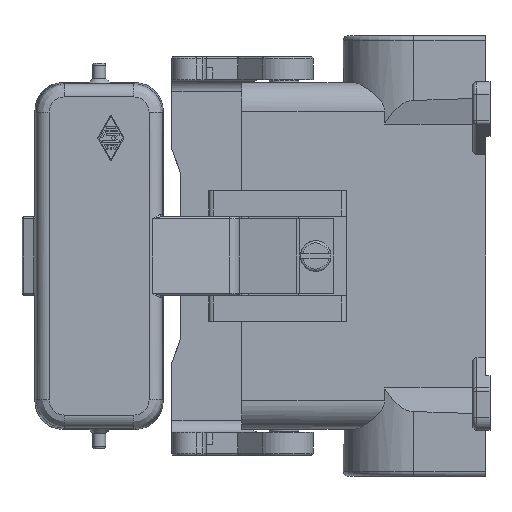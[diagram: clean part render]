
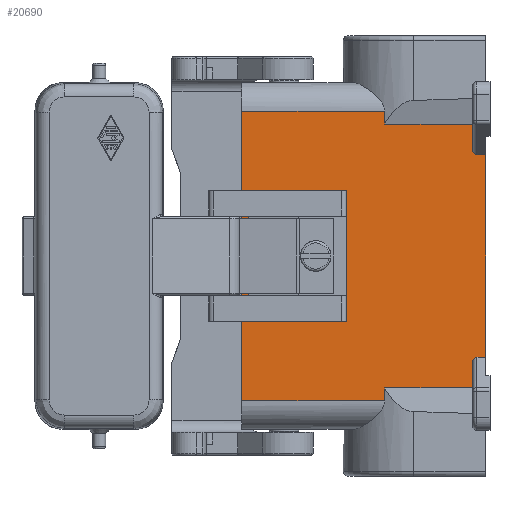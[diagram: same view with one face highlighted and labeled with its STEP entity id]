
A CAD part, front view. The second image highlights one B-rep face of the part: STEP entity #20690.
In plain terms, the highlighted face is planar.
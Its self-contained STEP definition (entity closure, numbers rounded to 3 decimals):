
#11320=CARTESIAN_POINT('',(17.9,0.,0.));
#11330=DIRECTION('',(0.,-1.,0.));
#11340=VECTOR('',#11330,1.);
#11350=LINE('',#11320,#11340);
#11360=CARTESIAN_POINT('',(17.9,-16.867,0.)
);
#11370=VERTEX_POINT('',#11360);
#11380=CARTESIAN_POINT('',(17.9,-19.,0.));
#11390=VERTEX_POINT('',#11380);
#11400=EDGE_CURVE('',#11370,#11390,#11350,.T.);
#12300=CARTESIAN_POINT('',(0.,-6.533,0.));
#12310=DIRECTION('',(0.866,-0.5,0.));
#12320=VECTOR('',#12310,1.);
#12330=LINE('',#12300,#12320);
#12340=CARTESIAN_POINT('',(13.8,-14.5,0.));
#12350=VERTEX_POINT('',#12340);
#12360=EDGE_CURVE('',#12350,#11370,#12330,.T.);
#12610=CARTESIAN_POINT('',(13.8,-6.5,0.));
#12620=DIRECTION('',(0.,0.,1.));
#12630=DIRECTION('',(1.,0.,0.));
#12640=AXIS2_PLACEMENT_3D('',#12610,#12620,#12630);
#12650=CIRCLE('',#12640,8.);
#12660=CARTESIAN_POINT('',(5.8,-6.5,0.));
#12670=VERTEX_POINT('',#12660);
#12680=EDGE_CURVE('',#12670,#12350,#12650,.T.);
#12940=CARTESIAN_POINT('',(5.8,0.,0.));
#12950=DIRECTION('',(0.,-1.,0.));
#12960=VECTOR('',#12950,1.);
#12970=LINE('',#12940,#12960);
#12980=CARTESIAN_POINT('',(5.8,0.,0.));
#12990=VERTEX_POINT('',#12980);
#13000=EDGE_CURVE('',#12990,#12670,#12970,.T.);
#13420=CARTESIAN_POINT('',(0.,0.,0.));
#13430=DIRECTION('',(1.,0.,0.));
#13440=VECTOR('',#13430,1.);
#13450=LINE('',#13420,#13440);
#13460=CARTESIAN_POINT('',(0.,0.,0.
));
#13470=VERTEX_POINT('',#13460);
#13480=EDGE_CURVE('',#13470,#12990,#13450,.T.);
#17490=CARTESIAN_POINT('',(-12.1,-19.,0.));
#17500=VERTEX_POINT('',#17490);
#17530=CARTESIAN_POINT('',(0.,-19.,0.));
#17540=DIRECTION('',(-1.,0.,0.));
#17550=VECTOR('',#17540,1.);
#17560=LINE('',#17530,#17550);
#17570=EDGE_CURVE('',#11390,#17500,#17560,.T.);
#19130=CARTESIAN_POINT('',(36.15,3.,0.));
#19140=DIRECTION('',(0.,0.,-1.));
#19150=DIRECTION('',(-1.,0.,0.));
#19160=AXIS2_PLACEMENT_3D('',#19130,#19140,#19150);
#19170=PLANE('',#19160);
#19180=CARTESIAN_POINT('',(-47.6,-29.812,0.)
);
#19190=DIRECTION('',(1.,0.,0.));
#19200=VECTOR('',#19190,1.);
#19210=LINE('',#19180,#19200);
#19220=CARTESIAN_POINT('',(33.189,-29.812,
0.));
#19230=VERTEX_POINT('',#19220);
#19240=CARTESIAN_POINT('',(36.15,-29.812,
0.));
#19250=VERTEX_POINT('',#19240);
#19260=EDGE_CURVE('',#19230,#19250,#19210,.T.);
#19270=ORIENTED_EDGE('',*,*,#19260,.F.);
#19280=CARTESIAN_POINT('',(36.15,3.,0.));
#19290=DIRECTION('',(0.,-1.,0.));
#19300=VECTOR('',#19290,1.);
#19310=LINE('',#19280,#19300);
#19320=CARTESIAN_POINT('',(36.15,3.,0.));
#19330=VERTEX_POINT('',#19320);
#19340=EDGE_CURVE('',#19330,#19250,#19310,.T.);
#19350=ORIENTED_EDGE('',*,*,#19340,.T.);
#19360=CARTESIAN_POINT('',(-36.85,3.,0.));
#19370=DIRECTION('',(1.,0.,0.));
#19380=VECTOR('',#19370,1.);
#19390=LINE('',#19360,#19380);
#19400=CARTESIAN_POINT('',(-30.35,3.,0.));
#19410=VERTEX_POINT('',#19400);
#19420=EDGE_CURVE('',#19410,#19330,#19390,.T.);
#19430=ORIENTED_EDGE('',*,*,#19420,.T.);
#19440=CARTESIAN_POINT('',(-30.35,3.,0.));
#19450=DIRECTION('',(0.,-1.,0.));
#19460=VECTOR('',#19450,1.);
#19470=LINE('',#19440,#19460);
#19480=CARTESIAN_POINT('',(-30.35,-29.812,
0.));
#19490=VERTEX_POINT('',#19480);
#19500=EDGE_CURVE('',#19410,#19490,#19470,.T.);
#19510=ORIENTED_EDGE('',*,*,#19500,.F.);
#19520=CARTESIAN_POINT('',(-27.389,-29.812,
0.));
#19530=VERTEX_POINT('',#19520);
#19540=EDGE_CURVE('',#19490,#19530,#19210,.T.);
#19550=ORIENTED_EDGE('',*,*,#19540,.F.);
#19560=CARTESIAN_POINT('',(-27.389,-53.,0.));
#19570=DIRECTION('',(0.,1.,0.));
#19580=VECTOR('',#19570,1.);
#19590=LINE('',#19560,#19580);
#19600=CARTESIAN_POINT('',(-27.389,-50.,0.));
#19610=VERTEX_POINT('',#19600);
#19620=EDGE_CURVE('',#19610,#19530,#19590,.T.);
#19630=ORIENTED_EDGE('',*,*,#19620,.T.);
#19640=CARTESIAN_POINT('',(3.07,-50.,0.));
#19650=DIRECTION('',(-1.,0.,0.));
#19660=VECTOR('',#19650,1.);
#19670=LINE('',#19640,#19660);
#19680=CARTESIAN_POINT('',(-21.609,-50.,0.));
#19690=VERTEX_POINT('',#19680);
#19700=EDGE_CURVE('',#19690,#19610,#19670,.T.);
#19710=ORIENTED_EDGE('',*,*,#19700,.T.);
#19720=CARTESIAN_POINT('',(-21.609,-51.,0.));
#19730=DIRECTION('',(0.,0.,-1.));
#19740=DIRECTION('',(-1.,0.,0.));
#19750=AXIS2_PLACEMENT_3D('',#19720,#19730,#19740);
#19760=ELLIPSE('',#19750,1.221,1.);
#19770=CARTESIAN_POINT('',(-20.388,-51.,0.));
#19780=VERTEX_POINT('',#19770);
#19790=EDGE_CURVE('',#19690,#19780,#19760,.T.);
#19800=ORIENTED_EDGE('',*,*,#19790,.F.);
#19810=CARTESIAN_POINT('',(-20.388,-53.,0.));
#19820=DIRECTION('',(0.,1.,0.));
#19830=VECTOR('',#19820,1.);
#19840=LINE('',#19810,#19830);
#19850=CARTESIAN_POINT('',(-20.388,-53.,0.));
#19860=VERTEX_POINT('',#19850);
#19870=EDGE_CURVE('',#19860,#19780,#19840,.T.);
#19880=ORIENTED_EDGE('',*,*,#19870,.T.);
#19890=CARTESIAN_POINT('',(3.07,-53.,0.));
#19900=DIRECTION('',(-1.,0.,0.));
#19910=VECTOR('',#19900,1.);
#19920=LINE('',#19890,#19910);
#19930=CARTESIAN_POINT('',(26.188,-53.,0.));
#19940=VERTEX_POINT('',#19930);
#19950=EDGE_CURVE('',#19940,#19860,#19920,.T.);
#19960=ORIENTED_EDGE('',*,*,#19950,.T.);
#19970=CARTESIAN_POINT('',(26.188,-53.,0.));
#19980=DIRECTION('',(0.,1.,0.));
#19990=VECTOR('',#19980,1.);
#20000=LINE('',#19970,#19990);
#20010=CARTESIAN_POINT('',(26.188,-51.,0.));
#20020=VERTEX_POINT('',#20010);
#20030=EDGE_CURVE('',#19940,#20020,#20000,.T.);
#20040=ORIENTED_EDGE('',*,*,#20030,.F.);
#20050=CARTESIAN_POINT('',(27.409,-51.,0.));
#20060=DIRECTION('',(0.,0.,-1.));
#20070=DIRECTION('',(-1.,0.,0.));
#20080=AXIS2_PLACEMENT_3D('',#20050,#20060,#20070);
#20090=ELLIPSE('',#20080,1.221,1.);
#20100=CARTESIAN_POINT('',(27.409,-50.,0.));
#20110=VERTEX_POINT('',#20100);
#20120=EDGE_CURVE('',#20020,#20110,#20090,.T.);
#20130=ORIENTED_EDGE('',*,*,#20120,.F.);
#20140=CARTESIAN_POINT('',(3.07,-50.,0.));
#20150=DIRECTION('',(1.,0.,0.));
#20160=VECTOR('',#20150,1.);
#20170=LINE('',#20140,#20160);
#20180=CARTESIAN_POINT('',(33.189,-50.,0.));
#20190=VERTEX_POINT('',#20180);
#20200=EDGE_CURVE('',#20110,#20190,#20170,.T.);
#20210=ORIENTED_EDGE('',*,*,#20200,.F.);
#20220=CARTESIAN_POINT('',(33.189,-53.,0.));
#20230=DIRECTION('',(0.,1.,0.));
#20240=VECTOR('',#20230,1.);
#20250=LINE('',#20220,#20240);
#20260=EDGE_CURVE('',#20190,#19230,#20250,.T.);
#20270=ORIENTED_EDGE('',*,*,#20260,.F.);
#20280=EDGE_LOOP('',(#20270,#20210,#20130,#20040,#19960,#19880,#19800,
#19710,#19630,#19550,#19510,#19430,#19350,#19270));
#20290=FACE_OUTER_BOUND('',#20280,.T.);
#20300=ORIENTED_EDGE('',*,*,#12360,.F.);
#20310=ORIENTED_EDGE('',*,*,#11400,.F.);
#20320=ORIENTED_EDGE('',*,*,#17570,.F.);
#20330=CARTESIAN_POINT('',(-12.1,0.,0.));
#20340=DIRECTION('',(0.,-1.,0.));
#20350=VECTOR('',#20340,1.);
#20360=LINE('',#20330,#20350);
#20370=CARTESIAN_POINT('',(-12.1,-16.867,0.))
;
#20380=VERTEX_POINT('',#20370);
#20390=EDGE_CURVE('',#20380,#17500,#20360,.T.);
#20400=ORIENTED_EDGE('',*,*,#20390,.T.);
#20410=CARTESIAN_POINT('',(0.,-9.881,0.));
#20420=DIRECTION('',(-0.866,-0.5,0.));
#20430=VECTOR('',#20420,1.);
#20440=LINE('',#20410,#20430);
#20450=CARTESIAN_POINT('',(-8.,-14.5,0.));
#20460=VERTEX_POINT('',#20450);
#20470=EDGE_CURVE('',#20460,#20380,#20440,.T.);
#20480=ORIENTED_EDGE('',*,*,#20470,.T.);
#20490=CARTESIAN_POINT('',(-8.,-6.5,0.));
#20500=DIRECTION('',(0.,0.,-1.));
#20510=DIRECTION('',(-1.,0.,0.));
#20520=AXIS2_PLACEMENT_3D('',#20490,#20500,#20510);
#20530=CIRCLE('',#20520,8.);
#20540=CARTESIAN_POINT('',(0.,-6.5,
0.));
#20550=VERTEX_POINT('',#20540);
#20560=EDGE_CURVE('',#20550,#20460,#20530,.T.);
#20570=ORIENTED_EDGE('',*,*,#20560,.T.);
#20580=CARTESIAN_POINT('',(0.,0.,0.
));
#20590=DIRECTION('',(0.,-1.,0.));
#20600=VECTOR('',#20590,1.);
#20610=LINE('',#20580,#20600);
#20620=EDGE_CURVE('',#13470,#20550,#20610,.T.);
#20630=ORIENTED_EDGE('',*,*,#20620,.T.);
#20640=ORIENTED_EDGE('',*,*,#13480,.F.);
#20650=ORIENTED_EDGE('',*,*,#13000,.F.);
#20660=ORIENTED_EDGE('',*,*,#12680,.F.);
#20670=EDGE_LOOP('',(#20660,#20650,#20640,#20630,#20570,#20480,#20400,
#20320,#20310,#20300));
#20680=FACE_BOUND('',#20670,.T.);
#20690=ADVANCED_FACE('',(#20290,#20680),#19170,.T.);
